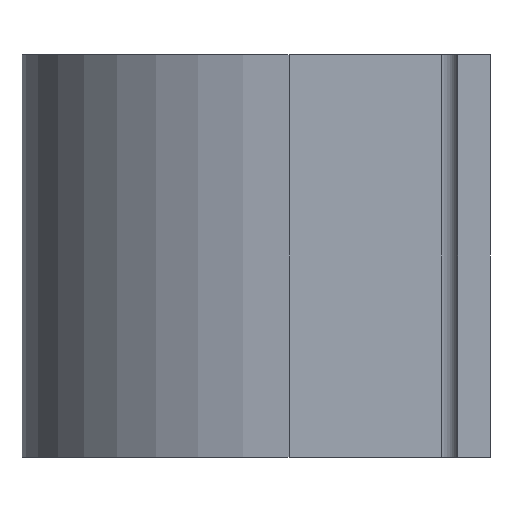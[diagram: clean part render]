
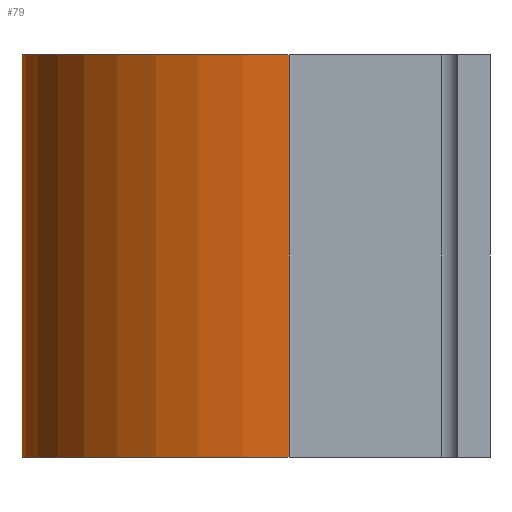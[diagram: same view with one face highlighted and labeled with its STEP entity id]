
A CAD part, left-side view. The second image highlights one B-rep face of the part: STEP entity #79.
In plain terms, the highlighted cylindrical face has radius 12.636 mm (diameter 25.273 mm), a partial arc.
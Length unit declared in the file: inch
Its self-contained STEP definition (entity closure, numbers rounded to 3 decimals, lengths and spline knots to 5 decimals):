
#4 = LINE ( 'NONE', #451, #13 ) ;
#13 = VECTOR ( 'NONE', #99, 39.37008 ) ;
#16 = CARTESIAN_POINT ( 'NONE',  ( 1.312, 0.3745, -0.375 ) ) ;
#28 = CARTESIAN_POINT ( 'NONE',  ( 1.8095, 0.3745, -0.375 ) ) ;
#36 = AXIS2_PLACEMENT_3D ( 'NONE', #16, #352, #59 ) ;
#39 = CYLINDRICAL_SURFACE ( 'NONE', #374, 0.4975 ) ;
#45 = CARTESIAN_POINT ( 'NONE',  ( 1.8095, 0.3745, 0.375 ) ) ;
#53 = EDGE_CURVE ( 'NONE', #434, #194, #82, .T. ) ;
#59 = DIRECTION ( 'NONE',  ( 1., 0., 0. ) ) ;
#62 = FACE_OUTER_BOUND ( 'NONE', #133, .T. ) ;
#79 = ADVANCED_FACE ( 'NONE', ( #62 ), #39, .T. ) ;
#82 = CIRCLE ( 'NONE', #257, 0.4975 ) ;
#99 = DIRECTION ( 'NONE',  ( 0., 0., -1. ) ) ;
#128 = CIRCLE ( 'NONE', #36, 0.4975 ) ;
#133 = EDGE_LOOP ( 'NONE', ( #143, #248, #523, #519 ) ) ;
#136 = EDGE_CURVE ( 'NONE', #434, #209, #4, .T. ) ;
#143 = ORIENTED_EDGE ( 'NONE', *, *, #329, .F. ) ;
#154 = CARTESIAN_POINT ( 'NONE',  ( 0.8145, 0.3745, -0.375 ) ) ;
#161 = EDGE_CURVE ( 'NONE', #194, #520, #345, .T. ) ;
#194 = VERTEX_POINT ( 'NONE', #45 ) ;
#209 = VERTEX_POINT ( 'NONE', #154 ) ;
#248 = ORIENTED_EDGE ( 'NONE', *, *, #136, .F. ) ;
#257 = AXIS2_PLACEMENT_3D ( 'NONE', #262, #462, #300 ) ;
#262 = CARTESIAN_POINT ( 'NONE',  ( 1.312, 0.3745, 0.375 ) ) ;
#300 = DIRECTION ( 'NONE',  ( 1., 0., 0. ) ) ;
#305 = DIRECTION ( 'NONE',  ( 0., 0., -1. ) ) ;
#316 = CARTESIAN_POINT ( 'NONE',  ( 1.8095, 0.3745, 0.375 ) ) ;
#329 = EDGE_CURVE ( 'NONE', #209, #520, #128, .T. ) ;
#338 = VECTOR ( 'NONE', #490, 39.37008 ) ;
#345 = LINE ( 'NONE', #316, #338 ) ;
#352 = DIRECTION ( 'NONE',  ( 0., 0., -1. ) ) ;
#374 = AXIS2_PLACEMENT_3D ( 'NONE', #491, #305, #418 ) ;
#399 = CARTESIAN_POINT ( 'NONE',  ( 0.8145, 0.3745, 0.375 ) ) ;
#418 = DIRECTION ( 'NONE',  ( -1., 0., 0. ) ) ;
#434 = VERTEX_POINT ( 'NONE', #399 ) ;
#451 = CARTESIAN_POINT ( 'NONE',  ( 0.8145, 0.3745, 0.375 ) ) ;
#462 = DIRECTION ( 'NONE',  ( 0., 0., -1. ) ) ;
#490 = DIRECTION ( 'NONE',  ( 0., 0., -1. ) ) ;
#491 = CARTESIAN_POINT ( 'NONE',  ( 1.312, 0.3745, 0.375 ) ) ;
#519 = ORIENTED_EDGE ( 'NONE', *, *, #161, .T. ) ;
#520 = VERTEX_POINT ( 'NONE', #28 ) ;
#523 = ORIENTED_EDGE ( 'NONE', *, *, #53, .T. ) ;
